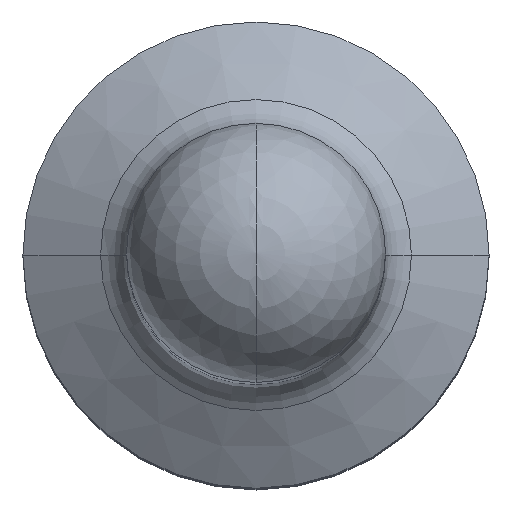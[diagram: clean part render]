
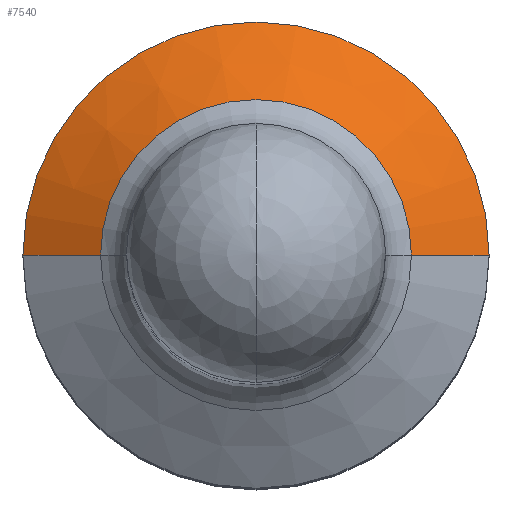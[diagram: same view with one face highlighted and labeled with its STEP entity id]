
A CAD part, top view. The second image highlights one B-rep face of the part: STEP entity #7540.
In plain terms, the highlighted conical face has half-angle 60 degrees and reference radius 1.49 mm.
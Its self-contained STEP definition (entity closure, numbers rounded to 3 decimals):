
#980=CARTESIAN_POINT('',(35.078,74.596,-6.6));
#990=DIRECTION('',(0.866,-0.5,0.));
#1000=VECTOR('',#990,1.721);
#1010=LINE('',#980,#1000);
#1020=CARTESIAN_POINT('',(35.088,74.59,-6.6))
;
#1030=VERTEX_POINT('',#1020);
#1040=CARTESIAN_POINT('',(35.838,74.157,-6.6));
#1050=VERTEX_POINT('',#1040);
#1060=EDGE_CURVE('',#1030,#1050,#1010,.T.);
#1080=CARTESIAN_POINT('',(33.588,74.59,-6.6))
;
#1090=DIRECTION('',(0.,-1.,0.));
#1100=DIRECTION('',(-1.,0.,0.));
#1110=AXIS2_PLACEMENT_3D('',#1080,#1090,#1100);
#1120=CIRCLE('',#1110,1.5);
#1130=CARTESIAN_POINT('',(32.088,74.59,-6.6))
;
#1140=VERTEX_POINT('',#1130);
#1170=CARTESIAN_POINT('',(32.098,74.596,-6.6))
;
#1180=DIRECTION('',(-0.866,-0.5,0.));
#1190=VECTOR('',#1180,1.721);
#1200=LINE('',#1170,#1190);
#1210=CARTESIAN_POINT('',(31.338,74.157,-6.6));
#1220=VERTEX_POINT('',#1210);
#1230=EDGE_CURVE('',#1140,#1220,#1200,.T.);
#1250=CARTESIAN_POINT('',(33.588,74.157,-6.6));
#1260=DIRECTION('',(0.,-1.,0.));
#1270=DIRECTION('',(-1.,0.,0.));
#1280=AXIS2_PLACEMENT_3D('',#1250,#1260,#1270);
#1290=CIRCLE('',#1280,2.25);
#3710=EDGE_CURVE('',#1030,#1140,#1120,.T.);
#7420=CARTESIAN_POINT('',(33.588,74.596,-6.6))
;
#7430=DIRECTION('',(0.,-1.,0.));
#7440=DIRECTION('',(-1.,0.,0.));
#7450=AXIS2_PLACEMENT_3D('',#7420,#7430,#7440);
#7460=CONICAL_SURFACE('',#7450,1.49,1.047);
#7470=ORIENTED_EDGE('',*,*,#1060,.F.);
#7480=EDGE_CURVE('',#1050,#1220,#1290,.T.);
#7490=ORIENTED_EDGE('',*,*,#7480,.F.);
#7500=ORIENTED_EDGE('',*,*,#1230,.T.);
#7510=ORIENTED_EDGE('',*,*,#3710,.T.);
#7520=EDGE_LOOP('',(#7510,#7500,#7490,#7470));
#7530=FACE_OUTER_BOUND('',#7520,.T.);
#7540=ADVANCED_FACE('',(#7530),#7460,.T.);
